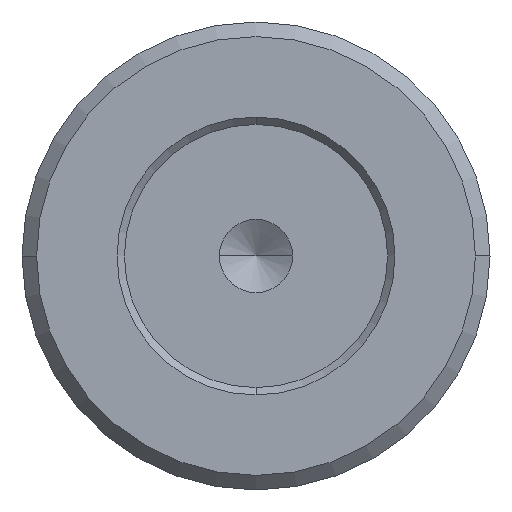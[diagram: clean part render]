
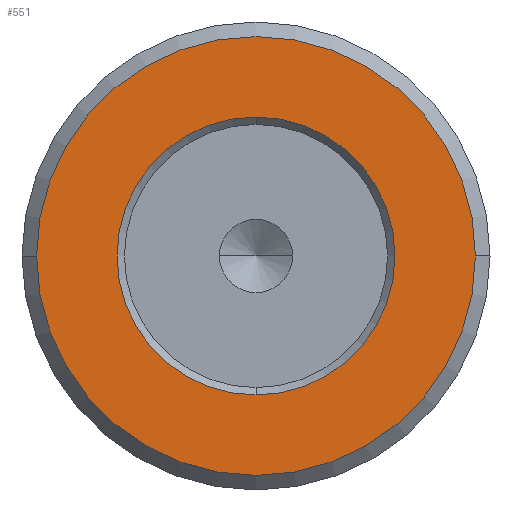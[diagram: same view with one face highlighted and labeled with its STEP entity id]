
A CAD part, front view. The second image highlights one B-rep face of the part: STEP entity #551.
In plain terms, the highlighted planar face has unit normal (0, -1, 0).
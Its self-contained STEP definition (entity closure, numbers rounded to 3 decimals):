
#2 = CARTESIAN_POINT ( 'NONE',  ( 0., -19.1, 0. ) ) ;
#66 = DIRECTION ( 'NONE',  ( 0., 0., 1. ) ) ;
#67 = AXIS2_PLACEMENT_3D ( 'NONE', #604, #610, #545 ) ;
#74 = DIRECTION ( 'NONE',  ( 0., -1., 0. ) ) ;
#81 = AXIS2_PLACEMENT_3D ( 'NONE', #93, #74, #66 ) ;
#83 = VERTEX_POINT ( 'NONE', #434 ) ;
#93 = CARTESIAN_POINT ( 'NONE',  ( 0., -19.1, 0. ) ) ;
#226 = CIRCLE ( 'NONE', #81, 9.5 ) ;
#228 = EDGE_CURVE ( 'NONE', #83, #436, #288, .T. ) ;
#274 = AXIS2_PLACEMENT_3D ( 'NONE', #744, #312, #967 ) ;
#288 = CIRCLE ( 'NONE', #464, 9.5 ) ;
#312 = DIRECTION ( 'NONE',  ( 0., 1., 0. ) ) ;
#413 = VERTEX_POINT ( 'NONE', #538 ) ;
#434 = CARTESIAN_POINT ( 'NONE',  ( 0., -19.1, 9.5 ) ) ;
#436 = VERTEX_POINT ( 'NONE', #957 ) ;
#462 = ORIENTED_EDGE ( 'NONE', *, *, #228, .F. ) ;
#464 = AXIS2_PLACEMENT_3D ( 'NONE', #931, #600, #1083 ) ;
#480 = ORIENTED_EDGE ( 'NONE', *, *, #568, .F. ) ;
#485 = EDGE_CURVE ( 'NONE', #746, #413, #514, .T. ) ;
#487 = CARTESIAN_POINT ( 'NONE',  ( -15., -19.1, 0. ) ) ;
#514 = CIRCLE ( 'NONE', #274, 15. ) ;
#538 = CARTESIAN_POINT ( 'NONE',  ( 15., -19.1, 0. ) ) ;
#543 = FACE_OUTER_BOUND ( 'NONE', #766, .T. ) ;
#545 = DIRECTION ( 'NONE',  ( 0., 0., 1. ) ) ;
#551 = ADVANCED_FACE ( 'NONE', ( #955, #543 ), #668, .F. ) ;
#568 = EDGE_CURVE ( 'NONE', #436, #83, #226, .T. ) ;
#600 = DIRECTION ( 'NONE',  ( 0., -1., 0. ) ) ;
#604 = CARTESIAN_POINT ( 'NONE',  ( 9.5, -19.1, 0. ) ) ;
#610 = DIRECTION ( 'NONE',  ( 0., 1., 0. ) ) ;
#653 = ORIENTED_EDGE ( 'NONE', *, *, #788, .F. ) ;
#668 = PLANE ( 'NONE',  #67 ) ;
#744 = CARTESIAN_POINT ( 'NONE',  ( 0., -19.1, 0. ) ) ;
#746 = VERTEX_POINT ( 'NONE', #487 ) ;
#766 = EDGE_LOOP ( 'NONE', ( #920, #653 ) ) ;
#785 = CIRCLE ( 'NONE', #892, 15. ) ;
#788 = EDGE_CURVE ( 'NONE', #413, #746, #785, .T. ) ;
#820 = EDGE_LOOP ( 'NONE', ( #462, #480 ) ) ;
#892 = AXIS2_PLACEMENT_3D ( 'NONE', #2, #1008, #1068 ) ;
#920 = ORIENTED_EDGE ( 'NONE', *, *, #485, .F. ) ;
#931 = CARTESIAN_POINT ( 'NONE',  ( 0., -19.1, 0. ) ) ;
#955 = FACE_BOUND ( 'NONE', #820, .T. ) ;
#957 = CARTESIAN_POINT ( 'NONE',  ( 0., -19.1, -9.5 ) ) ;
#967 = DIRECTION ( 'NONE',  ( -1., 0., 0. ) ) ;
#1008 = DIRECTION ( 'NONE',  ( 0., 1., 0. ) ) ;
#1068 = DIRECTION ( 'NONE',  ( -1., 0., 0. ) ) ;
#1083 = DIRECTION ( 'NONE',  ( 0., 0., 1. ) ) ;
